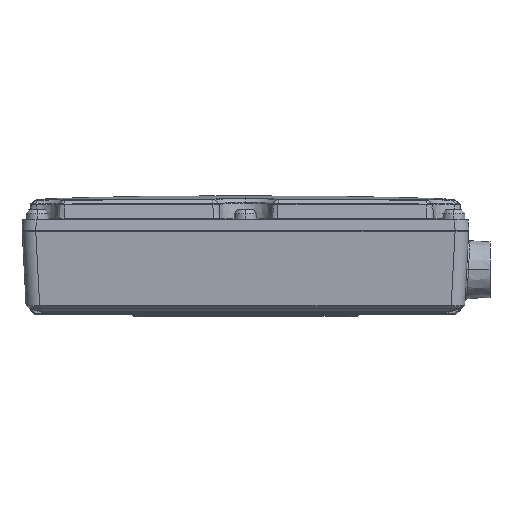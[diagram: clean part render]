
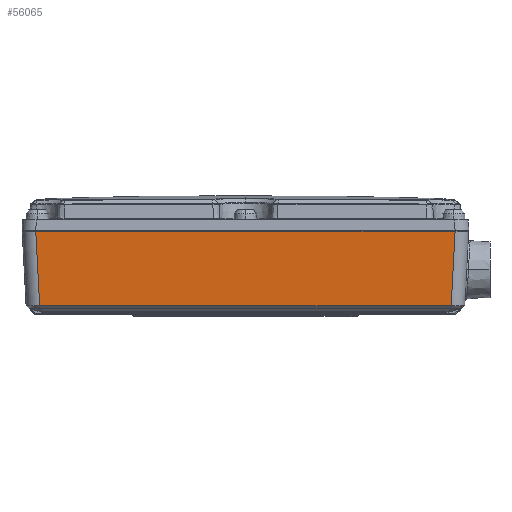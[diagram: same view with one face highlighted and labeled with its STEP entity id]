
A CAD part, left-side view. The second image highlights one B-rep face of the part: STEP entity #56065.
In plain terms, the highlighted planar face has unit normal (-0.999, 0, -0.052).
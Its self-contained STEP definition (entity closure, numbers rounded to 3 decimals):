
#11152=DIRECTION('',(0.,1.,0.));
#11153=VECTOR('',#11152,216.008);
#11154=CARTESIAN_POINT('',(185.006,-108.004,
39.895));
#11155=LINE('',#11154,#11153);
#11692=DIRECTION('',(0.052,0.052,-0.997));
#11693=VECTOR('',#11692,38.503);
#11694=CARTESIAN_POINT('',(185.006,-108.004,
39.895));
#11695=LINE('',#11694,#11693);
#11699=DIRECTION('',(-0.052,0.052,0.997));
#11700=VECTOR('',#11699,38.503);
#11701=CARTESIAN_POINT('',(187.018,105.992,1.498));
#11702=LINE('',#11701,#11700);
#22558=DIRECTION('',(0.,-1.,0.));
#22559=VECTOR('',#22558,211.984);
#22560=CARTESIAN_POINT('',(187.018,105.992,1.498));
#22561=LINE('',#22560,#22559);
#32250=CARTESIAN_POINT('',(185.005,108.004,39.896));
#32251=VERTEX_POINT('',#32250);
#32265=CARTESIAN_POINT('',(185.005,-108.004,
39.896));
#32266=VERTEX_POINT('',#32265);
#32306=CARTESIAN_POINT('',(187.018,105.992,1.498));
#32307=VERTEX_POINT('',#32306);
#32308=CARTESIAN_POINT('',(187.018,-105.992,
1.498));
#32309=VERTEX_POINT('',#32308);
#56052=CARTESIAN_POINT('',(185.,116.12,40.));
#56053=DIRECTION('',(-0.999,0.,-0.052));
#56054=DIRECTION('',(0.,1.,0.));
#56055=AXIS2_PLACEMENT_3D('',#56052,#56053,#56054);
#56056=PLANE('',#56055);
#56057=ORIENTED_EDGE('',*,*,#55843,.F.);
#56059=ORIENTED_EDGE('',*,*,#56058,.T.);
#56061=ORIENTED_EDGE('',*,*,#56060,.F.);
#56062=ORIENTED_EDGE('',*,*,#56044,.T.);
#56063=EDGE_LOOP('',(#56057,#56059,#56061,#56062));
#56064=FACE_OUTER_BOUND('',#56063,.F.);
#55843=EDGE_CURVE('',#32266,#32251,#11155,.T.);
#56044=EDGE_CURVE('',#32307,#32251,#11702,.T.);
#56058=EDGE_CURVE('',#32266,#32309,#11695,.T.);
#56060=EDGE_CURVE('',#32307,#32309,#22561,.T.);
#56065=ADVANCED_FACE('',(#56064),#56056,.T.);
